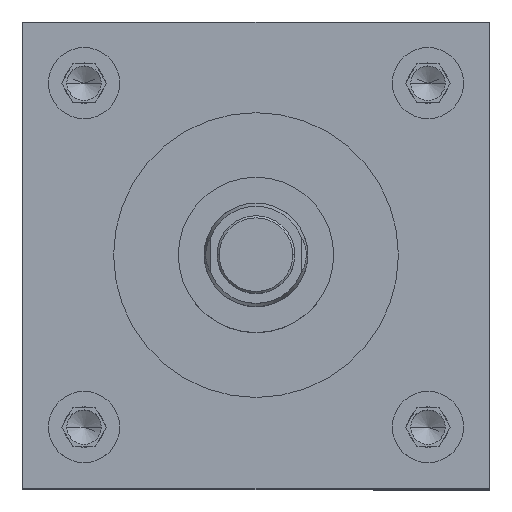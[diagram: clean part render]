
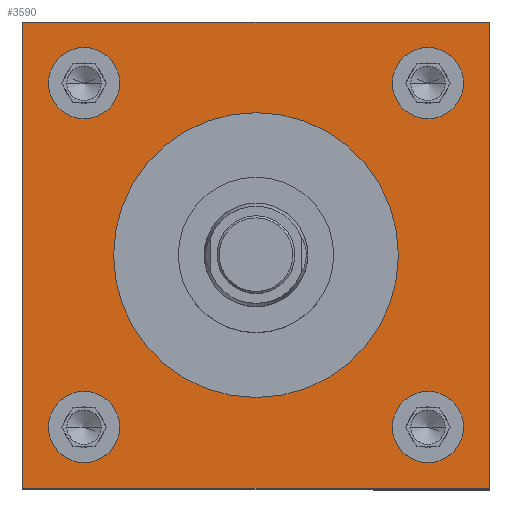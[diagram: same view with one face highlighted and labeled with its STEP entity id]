
A CAD part, top view. The second image highlights one B-rep face of the part: STEP entity #3590.
In plain terms, the highlighted planar face has unit normal (0, 0, 1).
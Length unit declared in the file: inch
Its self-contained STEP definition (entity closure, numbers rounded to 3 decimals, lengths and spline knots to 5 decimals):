
#28 = VERTEX_POINT ( 'NONE', #1460 ) ;
#49 = EDGE_LOOP ( 'NONE', ( #2014, #2804, #970, #4946 ) ) ;
#61 = CARTESIAN_POINT ( 'NONE',  ( -1.375, 0., 10.25 ) ) ;
#65 = CARTESIAN_POINT ( 'NONE',  ( 1.66, 1.66, 10.25 ) ) ;
#160 = DIRECTION ( 'NONE',  ( -1., 0., 0. ) ) ;
#256 = VECTOR ( 'NONE', #2470, 39.37008 ) ;
#342 = CARTESIAN_POINT ( 'NONE',  ( 2.0035, 1.66, 10.25 ) ) ;
#383 = EDGE_CURVE ( 'NONE', #3150, #2894, #5831, .T. ) ;
#406 = DIRECTION ( 'NONE',  ( 1., 0., 0. ) ) ;
#562 = EDGE_CURVE ( 'NONE', #687, #4113, #1775, .T. ) ;
#632 = FACE_BOUND ( 'NONE', #1083, .T. ) ;
#680 = DIRECTION ( 'NONE',  ( 1., 0., 0. ) ) ;
#687 = VERTEX_POINT ( 'NONE', #978 ) ;
#708 = DIRECTION ( 'NONE',  ( 0., 0., 1. ) ) ;
#831 = ORIENTED_EDGE ( 'NONE', *, *, #5708, .F. ) ;
#848 = DIRECTION ( 'NONE',  ( 0., 0., 1. ) ) ;
#936 = CIRCLE ( 'NONE', #3891, 1.375 ) ;
#953 = DIRECTION ( 'NONE',  ( 1., 0., 0. ) ) ;
#970 = ORIENTED_EDGE ( 'NONE', *, *, #1465, .T. ) ;
#978 = CARTESIAN_POINT ( 'NONE',  ( -2.0035, -1.66, 10.25 ) ) ;
#1010 = CARTESIAN_POINT ( 'NONE',  ( -2.25, 2.25, 10.25 ) ) ;
#1083 = EDGE_LOOP ( 'NONE', ( #3990, #4301 ) ) ;
#1095 = DIRECTION ( 'NONE',  ( 0., 0., -1. ) ) ;
#1265 = ORIENTED_EDGE ( 'NONE', *, *, #1497, .F. ) ;
#1364 = VECTOR ( 'NONE', #3463, 39.37008 ) ;
#1375 = DIRECTION ( 'NONE',  ( 0., -1., 0. ) ) ;
#1460 = CARTESIAN_POINT ( 'NONE',  ( 1.375, 0., 10.25 ) ) ;
#1465 = EDGE_CURVE ( 'NONE', #2894, #4602, #2031, .T. ) ;
#1470 = ORIENTED_EDGE ( 'NONE', *, *, #5023, .F. ) ;
#1472 = VERTEX_POINT ( 'NONE', #2500 ) ;
#1497 = EDGE_CURVE ( 'NONE', #4912, #1571, #1727, .T. ) ;
#1528 = LINE ( 'NONE', #4438, #1984 ) ;
#1541 = CIRCLE ( 'NONE', #5898, 0.3435 ) ;
#1571 = VERTEX_POINT ( 'NONE', #1899 ) ;
#1691 = DIRECTION ( 'NONE',  ( 0., 0., 1. ) ) ;
#1727 = CIRCLE ( 'NONE', #6080, 0.3435 ) ;
#1767 = CARTESIAN_POINT ( 'NONE',  ( -1.66, 1.66, 10.25 ) ) ;
#1771 = CARTESIAN_POINT ( 'NONE',  ( 1.66, -1.66, 10.25 ) ) ;
#1775 = CIRCLE ( 'NONE', #5808, 0.3435 ) ;
#1864 = DIRECTION ( 'NONE',  ( 0., 0., 1. ) ) ;
#1866 = EDGE_CURVE ( 'NONE', #4602, #4338, #1528, .T. ) ;
#1899 = CARTESIAN_POINT ( 'NONE',  ( 1.3165, 1.66, 10.25 ) ) ;
#1923 = EDGE_LOOP ( 'NONE', ( #2720, #2252 ) ) ;
#1950 = CIRCLE ( 'NONE', #2054, 0.3435 ) ;
#1977 = ORIENTED_EDGE ( 'NONE', *, *, #5893, .F. ) ;
#1984 = VECTOR ( 'NONE', #2871, 39.37008 ) ;
#2014 = ORIENTED_EDGE ( 'NONE', *, *, #2381, .T. ) ;
#2031 = LINE ( 'NONE', #2937, #256 ) ;
#2054 = AXIS2_PLACEMENT_3D ( 'NONE', #2447, #3888, #953 ) ;
#2118 = FACE_BOUND ( 'NONE', #4346, .T. ) ;
#2140 = CARTESIAN_POINT ( 'NONE',  ( -1.66, 1.66, 10.25 ) ) ;
#2224 = CARTESIAN_POINT ( 'NONE',  ( -1.66, -1.66, 10.25 ) ) ;
#2249 = DIRECTION ( 'NONE',  ( 1., 0., 0. ) ) ;
#2252 = ORIENTED_EDGE ( 'NONE', *, *, #4858, .F. ) ;
#2292 = AXIS2_PLACEMENT_3D ( 'NONE', #4059, #1691, #4977 ) ;
#2358 = AXIS2_PLACEMENT_3D ( 'NONE', #5201, #5699, #406 ) ;
#2363 = AXIS2_PLACEMENT_3D ( 'NONE', #3351, #5288, #4377 ) ;
#2381 = EDGE_CURVE ( 'NONE', #4338, #3150, #3795, .T. ) ;
#2414 = CARTESIAN_POINT ( 'NONE',  ( 2.25, -2.25, 10.25 ) ) ;
#2445 = CIRCLE ( 'NONE', #5301, 0.3435 ) ;
#2447 = CARTESIAN_POINT ( 'NONE',  ( 1.66, -1.66, 10.25 ) ) ;
#2470 = DIRECTION ( 'NONE',  ( 0., 1., 0. ) ) ;
#2500 = CARTESIAN_POINT ( 'NONE',  ( -2.0035, 1.66, 10.25 ) ) ;
#2532 = CARTESIAN_POINT ( 'NONE',  ( 2.25, 2.25, 10.25 ) ) ;
#2682 = VERTEX_POINT ( 'NONE', #5114 ) ;
#2720 = ORIENTED_EDGE ( 'NONE', *, *, #5872, .F. ) ;
#2747 = CARTESIAN_POINT ( 'NONE',  ( -1.3165, -1.66, 10.25 ) ) ;
#2804 = ORIENTED_EDGE ( 'NONE', *, *, #383, .T. ) ;
#2827 = VECTOR ( 'NONE', #1375, 39.37008 ) ;
#2871 = DIRECTION ( 'NONE',  ( -1., 0., 0. ) ) ;
#2894 = VERTEX_POINT ( 'NONE', #2414 ) ;
#2937 = CARTESIAN_POINT ( 'NONE',  ( 2.25, -2.25, 10.25 ) ) ;
#3083 = CARTESIAN_POINT ( 'NONE',  ( -2.25, -2.25, 10.25 ) ) ;
#3150 = VERTEX_POINT ( 'NONE', #3083 ) ;
#3347 = VERTEX_POINT ( 'NONE', #4264 ) ;
#3351 = CARTESIAN_POINT ( 'NONE',  ( -1.66, -1.66, 10.25 ) ) ;
#3367 = CIRCLE ( 'NONE', #3677, 0.3435 ) ;
#3434 = CARTESIAN_POINT ( 'NONE',  ( -2.25, -2.25, 10.25 ) ) ;
#3463 = DIRECTION ( 'NONE',  ( 1., 0., 0. ) ) ;
#3590 = ADVANCED_FACE ( 'NONE', ( #4001, #5014, #2118, #632, #4123, #4062 ), #4981, .F. ) ;
#3614 = CARTESIAN_POINT ( 'NONE',  ( -2.25, 2.25, 10.25 ) ) ;
#3677 = AXIS2_PLACEMENT_3D ( 'NONE', #1771, #1864, #3717 ) ;
#3700 = ORIENTED_EDGE ( 'NONE', *, *, #562, .F. ) ;
#3717 = DIRECTION ( 'NONE',  ( 1., 0., 0. ) ) ;
#3772 = EDGE_CURVE ( 'NONE', #1472, #5682, #2445, .T. ) ;
#3780 = CIRCLE ( 'NONE', #2363, 0.3435 ) ;
#3795 = LINE ( 'NONE', #5714, #2827 ) ;
#3877 = DIRECTION ( 'NONE',  ( 1., 0., 0. ) ) ;
#3888 = DIRECTION ( 'NONE',  ( 0., 0., 1. ) ) ;
#3891 = AXIS2_PLACEMENT_3D ( 'NONE', #4255, #5223, #2249 ) ;
#3990 = ORIENTED_EDGE ( 'NONE', *, *, #5109, .F. ) ;
#4001 = FACE_BOUND ( 'NONE', #5606, .T. ) ;
#4059 = CARTESIAN_POINT ( 'NONE',  ( 1.66, 1.66, 10.25 ) ) ;
#4062 = FACE_OUTER_BOUND ( 'NONE', #49, .T. ) ;
#4113 = VERTEX_POINT ( 'NONE', #2747 ) ;
#4123 = FACE_BOUND ( 'NONE', #1923, .T. ) ;
#4183 = ORIENTED_EDGE ( 'NONE', *, *, #6199, .F. ) ;
#4187 = CIRCLE ( 'NONE', #2358, 1.375 ) ;
#4255 = CARTESIAN_POINT ( 'NONE',  ( 0., 0., 10.25 ) ) ;
#4264 = CARTESIAN_POINT ( 'NONE',  ( 1.3165, -1.66, 10.25 ) ) ;
#4301 = ORIENTED_EDGE ( 'NONE', *, *, #3772, .F. ) ;
#4338 = VERTEX_POINT ( 'NONE', #1010 ) ;
#4346 = EDGE_LOOP ( 'NONE', ( #1470, #3700 ) ) ;
#4365 = CARTESIAN_POINT ( 'NONE',  ( -1.3165, 1.66, 10.25 ) ) ;
#4377 = DIRECTION ( 'NONE',  ( 1., 0., 0. ) ) ;
#4438 = CARTESIAN_POINT ( 'NONE',  ( -2.25, 2.25, 10.25 ) ) ;
#4576 = DIRECTION ( 'NONE',  ( 0., 0., 1. ) ) ;
#4602 = VERTEX_POINT ( 'NONE', #2532 ) ;
#4726 = CIRCLE ( 'NONE', #2292, 0.3435 ) ;
#4857 = DIRECTION ( 'NONE',  ( 0., 0., 1. ) ) ;
#4858 = EDGE_CURVE ( 'NONE', #6093, #28, #936, .T. ) ;
#4912 = VERTEX_POINT ( 'NONE', #342 ) ;
#4946 = ORIENTED_EDGE ( 'NONE', *, *, #1866, .T. ) ;
#4977 = DIRECTION ( 'NONE',  ( 1., 0., 0. ) ) ;
#4981 = PLANE ( 'NONE',  #5577 ) ;
#5014 = FACE_BOUND ( 'NONE', #6083, .T. ) ;
#5023 = EDGE_CURVE ( 'NONE', #4113, #687, #3780, .T. ) ;
#5109 = EDGE_CURVE ( 'NONE', #5682, #1472, #1541, .T. ) ;
#5114 = CARTESIAN_POINT ( 'NONE',  ( 2.0035, -1.66, 10.25 ) ) ;
#5201 = CARTESIAN_POINT ( 'NONE',  ( 0., 0., 10.25 ) ) ;
#5223 = DIRECTION ( 'NONE',  ( 0., 0., 1. ) ) ;
#5288 = DIRECTION ( 'NONE',  ( 0., 0., 1. ) ) ;
#5301 = AXIS2_PLACEMENT_3D ( 'NONE', #1767, #848, #6205 ) ;
#5577 = AXIS2_PLACEMENT_3D ( 'NONE', #3614, #1095, #160 ) ;
#5606 = EDGE_LOOP ( 'NONE', ( #1977, #831 ) ) ;
#5682 = VERTEX_POINT ( 'NONE', #4365 ) ;
#5699 = DIRECTION ( 'NONE',  ( 0., 0., 1. ) ) ;
#5708 = EDGE_CURVE ( 'NONE', #3347, #2682, #1950, .T. ) ;
#5714 = CARTESIAN_POINT ( 'NONE',  ( -2.25, -2.25, 10.25 ) ) ;
#5808 = AXIS2_PLACEMENT_3D ( 'NONE', #2224, #4576, #6049 ) ;
#5831 = LINE ( 'NONE', #3434, #1364 ) ;
#5872 = EDGE_CURVE ( 'NONE', #28, #6093, #4187, .T. ) ;
#5893 = EDGE_CURVE ( 'NONE', #2682, #3347, #3367, .T. ) ;
#5898 = AXIS2_PLACEMENT_3D ( 'NONE', #2140, #708, #680 ) ;
#6049 = DIRECTION ( 'NONE',  ( 1., 0., 0. ) ) ;
#6080 = AXIS2_PLACEMENT_3D ( 'NONE', #65, #4857, #3877 ) ;
#6083 = EDGE_LOOP ( 'NONE', ( #1265, #4183 ) ) ;
#6093 = VERTEX_POINT ( 'NONE', #61 ) ;
#6199 = EDGE_CURVE ( 'NONE', #1571, #4912, #4726, .T. ) ;
#6205 = DIRECTION ( 'NONE',  ( 1., 0., 0. ) ) ;
